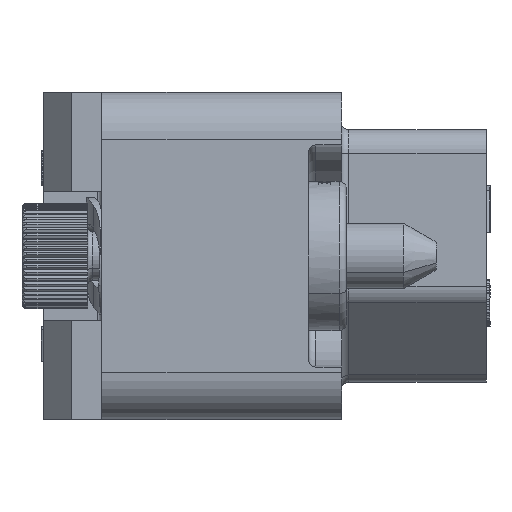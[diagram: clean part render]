
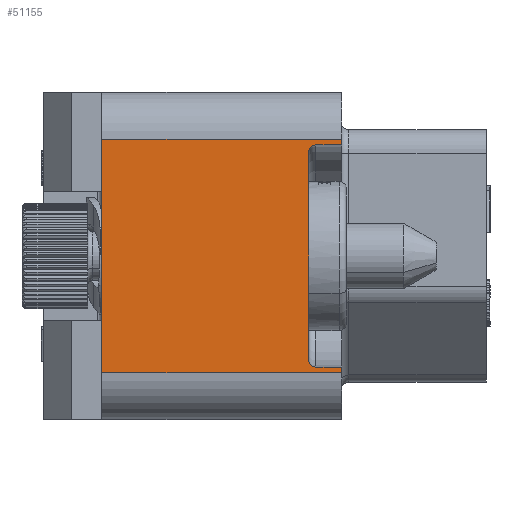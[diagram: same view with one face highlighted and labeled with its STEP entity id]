
A CAD part, left-side view. The second image highlights one B-rep face of the part: STEP entity #51155.
In plain terms, the highlighted planar face has unit normal (-1, 0, 0).
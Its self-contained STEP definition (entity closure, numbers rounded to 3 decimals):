
#803=DIRECTION('',(0.,0.,-1.));
#804=VECTOR('',#803,10.);
#805=CARTESIAN_POINT('',(-40.,10.25,5.));
#806=LINE('',#805,#804);
#1344=DIRECTION('',(0.,-1.,0.));
#1345=VECTOR('',#1344,10.25);
#1346=CARTESIAN_POINT('',(-40.,10.25,5.));
#1347=LINE('',#1346,#1345);
#9519=DIRECTION('',(0.,1.,0.));
#9520=VECTOR('',#9519,10.25);
#9521=CARTESIAN_POINT('',(-40.,0.,-5.));
#9522=LINE('',#9521,#9520);
#9528=DIRECTION('',(0.,0.,1.));
#9529=VECTOR('',#9528,8.9);
#9530=CARTESIAN_POINT('',(-40.,1.4,-4.45));
#9531=LINE('',#9530,#9529);
#9532=DIRECTION('',(0.,1.,0.));
#9533=VECTOR('',#9532,1.1);
#9534=CARTESIAN_POINT('',(-40.,0.,-4.75));
#9535=LINE('',#9534,#9533);
#9536=DIRECTION('',(0.,0.,-1.));
#9537=VECTOR('',#9536,0.25);
#9538=CARTESIAN_POINT('',(-40.,0.,-4.75));
#9539=LINE('',#9538,#9537);
#9540=DIRECTION('',(0.,0.,-1.));
#9541=VECTOR('',#9540,0.25);
#9542=CARTESIAN_POINT('',(-40.,0.,5.));
#9543=LINE('',#9542,#9541);
#9544=DIRECTION('',(0.,1.,0.));
#9545=VECTOR('',#9544,1.1);
#9546=CARTESIAN_POINT('',(-40.,0.,4.75));
#9547=LINE('',#9546,#9545);
#9571=CARTESIAN_POINT('',(-40.,1.1,-4.45));
#9572=DIRECTION('',(1.,0.,0.));
#9573=DIRECTION('',(0.,0.,-1.));
#9574=AXIS2_PLACEMENT_3D('',#9571,#9572,#9573);
#9595=CARTESIAN_POINT('',(-40.,1.1,4.45));
#9596=DIRECTION('',(1.,0.,0.));
#9597=DIRECTION('',(0.,1.,0.));
#9598=AXIS2_PLACEMENT_3D('',#9595,#9596,#9597);
#38219=CARTESIAN_POINT('',(-40.,0.,5.));
#38220=VERTEX_POINT('',#38219);
#38221=CARTESIAN_POINT('',(-40.,10.25,5.));
#38222=VERTEX_POINT('',#38221);
#38227=CARTESIAN_POINT('',(-40.,10.25,-5.));
#38228=VERTEX_POINT('',#38227);
#38229=CARTESIAN_POINT('',(-40.,0.,-5.));
#38230=VERTEX_POINT('',#38229);
#38239=CARTESIAN_POINT('',(-40.,0.,-4.75));
#38241=VERTEX_POINT('',#38239);
#38245=CARTESIAN_POINT('',(-40.,0.,4.75));
#38246=VERTEX_POINT('',#38245);
#38456=CARTESIAN_POINT('',(-40.,1.4,-4.45));
#38458=VERTEX_POINT('',#38456);
#38460=CARTESIAN_POINT('',(-40.,1.1,-4.75));
#38462=VERTEX_POINT('',#38460);
#38467=CARTESIAN_POINT('',(-40.,1.4,4.45));
#38468=VERTEX_POINT('',#38467);
#38469=CARTESIAN_POINT('',(-40.,1.1,4.75));
#38470=VERTEX_POINT('',#38469);
#51133=CARTESIAN_POINT('',(-40.,0.,7.));
#51134=DIRECTION('',(-1.,0.,0.));
#51135=DIRECTION('',(0.,1.,0.));
#51136=AXIS2_PLACEMENT_3D('',#51133,#51134,#51135);
#51137=PLANE('',#51136);
#51139=ORIENTED_EDGE('',*,*,#51138,.F.);
#51141=ORIENTED_EDGE('',*,*,#51140,.F.);
#51143=ORIENTED_EDGE('',*,*,#51142,.F.);
#51144=ORIENTED_EDGE('',*,*,#45586,.T.);
#51145=ORIENTED_EDGE('',*,*,#51127,.T.);
#51146=ORIENTED_EDGE('',*,*,#45257,.F.);
#51147=ORIENTED_EDGE('',*,*,#45563,.T.);
#51148=ORIENTED_EDGE('',*,*,#45594,.T.);
#51150=ORIENTED_EDGE('',*,*,#51149,.T.);
#51152=ORIENTED_EDGE('',*,*,#51151,.F.);
#51153=EDGE_LOOP('',(#51139,#51141,#51143,#51144,#51145,#51146,#51147,#51148,
#51150,#51152));
#51154=FACE_OUTER_BOUND('',#51153,.F.);
#51155=ADVANCED_FACE('',(#51154),#51137,.T.);
#9575=CIRCLE('',#9574,0.3);
#9599=CIRCLE('',#9598,0.3);
#45257=EDGE_CURVE('',#38222,#38228,#806,.T.);
#45563=EDGE_CURVE('',#38222,#38220,#1347,.T.);
#45586=EDGE_CURVE('',#38241,#38230,#9539,.T.);
#45594=EDGE_CURVE('',#38220,#38246,#9543,.T.);
#51127=EDGE_CURVE('',#38230,#38228,#9522,.T.);
#51138=EDGE_CURVE('',#38458,#38468,#9531,.T.);
#51140=EDGE_CURVE('',#38462,#38458,#9575,.T.);
#51142=EDGE_CURVE('',#38241,#38462,#9535,.T.);
#51149=EDGE_CURVE('',#38246,#38470,#9547,.T.);
#51151=EDGE_CURVE('',#38468,#38470,#9599,.T.);
